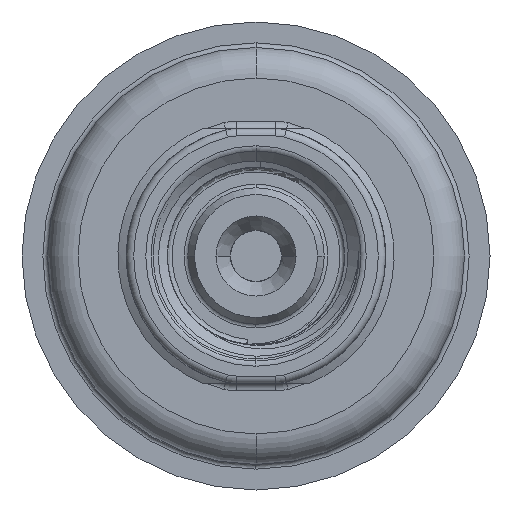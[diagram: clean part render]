
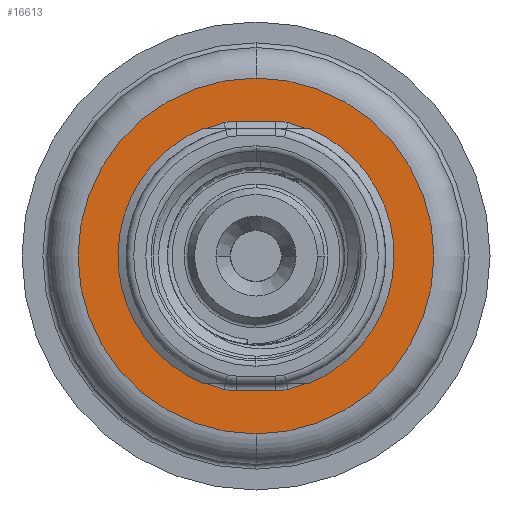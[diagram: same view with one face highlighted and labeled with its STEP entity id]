
A CAD part, front view. The second image highlights one B-rep face of the part: STEP entity #16613.
In plain terms, the highlighted planar face has unit normal (0, -1, 0).
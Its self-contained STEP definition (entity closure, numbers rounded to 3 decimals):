
#2627=CARTESIAN_POINT('',(0.,0.,0.));
#2628=DIRECTION('',(0.,1.,0.));
#2629=DIRECTION('',(0.,0.,-1.));
#2630=AXIS2_PLACEMENT_3D('',#2627,#2628,#2629);
#2632=CARTESIAN_POINT('',(0.,0.,0.));
#2633=DIRECTION('',(0.,-1.,0.));
#2634=DIRECTION('',(0.,0.,-1.));
#2635=AXIS2_PLACEMENT_3D('',#2632,#2633,#2634);
#2637=CARTESIAN_POINT('',(0.,0.,0.));
#2638=DIRECTION('',(0.,-1.,0.));
#2639=DIRECTION('',(-0.234,0.,0.972));
#2640=AXIS2_PLACEMENT_3D('',#2637,#2638,#2639);
#2642=CARTESIAN_POINT('',(-2.107,0.,-8.75));
#2643=DIRECTION('',(0.,-1.,0.));
#2644=DIRECTION('',(-0.234,0.,-0.972));
#2645=AXIS2_PLACEMENT_3D('',#2642,#2643,#2644);
#2647=DIRECTION('',(1.,0.,0.));
#2648=VECTOR('',#2647,4.213);
#2649=CARTESIAN_POINT('',(-2.107,0.,-14.55));
#2650=LINE('',#2649,#2648);
#2651=CARTESIAN_POINT('',(2.107,0.,-8.75));
#2652=DIRECTION('',(0.,-1.,0.));
#2653=DIRECTION('',(0.,0.,-1.));
#2654=AXIS2_PLACEMENT_3D('',#2651,#2652,#2653);
#2656=CARTESIAN_POINT('',(0.,0.,0.));
#2657=DIRECTION('',(0.,-1.,0.));
#2658=DIRECTION('',(0.234,0.,-0.972));
#2659=AXIS2_PLACEMENT_3D('',#2656,#2657,#2658);
#2661=CARTESIAN_POINT('',(2.107,0.,8.75));
#2662=DIRECTION('',(0.,-1.,0.));
#2663=DIRECTION('',(0.234,0.,0.972));
#2664=AXIS2_PLACEMENT_3D('',#2661,#2662,#2663);
#2666=DIRECTION('',(-1.,0.,0.));
#2667=VECTOR('',#2666,4.213);
#2668=CARTESIAN_POINT('',(2.107,0.,14.55));
#2669=LINE('',#2668,#2667);
#2670=CARTESIAN_POINT('',(-2.107,0.,8.75));
#2671=DIRECTION('',(0.,-1.,0.));
#2672=DIRECTION('',(0.,0.,1.));
#2673=AXIS2_PLACEMENT_3D('',#2670,#2671,#2672);
#10350=CARTESIAN_POINT('',(0.,0.,-19.2));
#10352=VERTEX_POINT('',#10350);
#10354=CARTESIAN_POINT('',(0.,0.,19.2));
#10356=VERTEX_POINT('',#10354);
#10570=CARTESIAN_POINT('',(-3.464,0.,14.389));
#10571=CARTESIAN_POINT('',(-3.464,0.,-14.389));
#10572=VERTEX_POINT('',#10570);
#10573=VERTEX_POINT('',#10571);
#10578=CARTESIAN_POINT('',(3.464,0.,-14.389));
#10579=CARTESIAN_POINT('',(3.464,0.,14.389));
#10580=VERTEX_POINT('',#10578);
#10581=VERTEX_POINT('',#10579);
#10635=CARTESIAN_POINT('',(2.107,0.,14.55));
#10636=VERTEX_POINT('',#10635);
#10639=CARTESIAN_POINT('',(-2.107,0.,14.55));
#10640=VERTEX_POINT('',#10639);
#10643=CARTESIAN_POINT('',(-2.107,0.,-14.55));
#10644=VERTEX_POINT('',#10643);
#10647=CARTESIAN_POINT('',(2.107,0.,-14.55));
#10648=VERTEX_POINT('',#10647);
#16586=CARTESIAN_POINT('',(0.,0.,0.));
#16587=DIRECTION('',(0.,-1.,0.));
#16588=DIRECTION('',(0.,0.,1.));
#16589=AXIS2_PLACEMENT_3D('',#16586,#16587,#16588);
#16590=PLANE('',#16589);
#16591=ORIENTED_EDGE('',*,*,#16568,.T.);
#16592=ORIENTED_EDGE('',*,*,#16579,.F.);
#16593=EDGE_LOOP('',(#16591,#16592));
#16594=FACE_OUTER_BOUND('',#16593,.F.);
#16596=ORIENTED_EDGE('',*,*,#16595,.T.);
#16598=ORIENTED_EDGE('',*,*,#16597,.T.);
#16600=ORIENTED_EDGE('',*,*,#16599,.T.);
#16602=ORIENTED_EDGE('',*,*,#16601,.T.);
#16604=ORIENTED_EDGE('',*,*,#16603,.T.);
#16606=ORIENTED_EDGE('',*,*,#16605,.T.);
#16608=ORIENTED_EDGE('',*,*,#16607,.T.);
#16610=ORIENTED_EDGE('',*,*,#16609,.T.);
#16611=EDGE_LOOP('',(#16596,#16598,#16600,#16602,#16604,#16606,#16608,#16610));
#16612=FACE_BOUND('',#16611,.F.);
#16613=ADVANCED_FACE('',(#16594,#16612),#16590,.T.);
#2631=CIRCLE('',#2630,19.2);
#2636=CIRCLE('',#2635,19.2);
#2641=CIRCLE('',#2640,14.8);
#2646=CIRCLE('',#2645,5.8);
#2655=CIRCLE('',#2654,5.8);
#2660=CIRCLE('',#2659,14.8);
#2665=CIRCLE('',#2664,5.8);
#2674=CIRCLE('',#2673,5.8);
#16568=EDGE_CURVE('',#10352,#10356,#2631,.T.);
#16579=EDGE_CURVE('',#10352,#10356,#2636,.T.);
#16595=EDGE_CURVE('',#10572,#10573,#2641,.T.);
#16597=EDGE_CURVE('',#10573,#10644,#2646,.T.);
#16599=EDGE_CURVE('',#10644,#10648,#2650,.T.);
#16601=EDGE_CURVE('',#10648,#10580,#2655,.T.);
#16603=EDGE_CURVE('',#10580,#10581,#2660,.T.);
#16605=EDGE_CURVE('',#10581,#10636,#2665,.T.);
#16607=EDGE_CURVE('',#10636,#10640,#2669,.T.);
#16609=EDGE_CURVE('',#10640,#10572,#2674,.T.);
